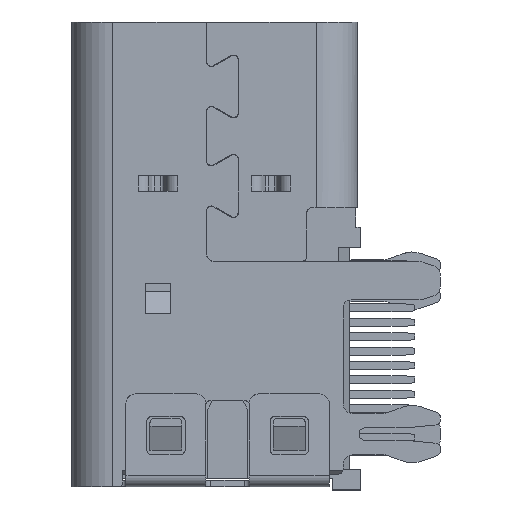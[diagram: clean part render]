
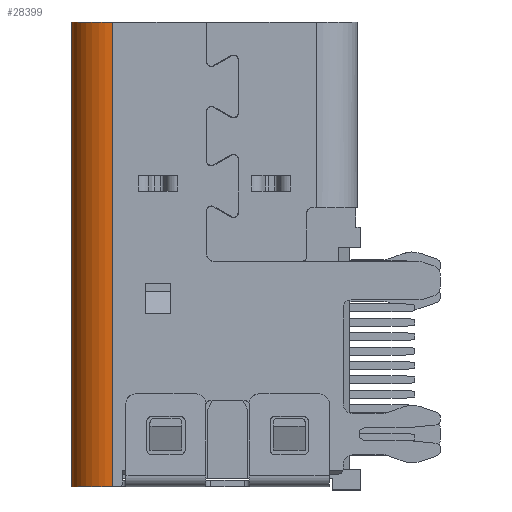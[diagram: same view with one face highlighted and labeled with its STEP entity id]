
A CAD part, left-side view. The second image highlights one B-rep face of the part: STEP entity #28399.
In plain terms, the highlighted cylindrical face has radius 1.28 mm (diameter 2.56 mm), a partial arc.
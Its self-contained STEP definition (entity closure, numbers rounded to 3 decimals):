
#362 = VERTEX_POINT ( 'NONE', #15065 ) ;
#1728 = VERTEX_POINT ( 'NONE', #33139 ) ;
#1989 = DIRECTION ( 'NONE',  ( -1., 0., 0. ) ) ;
#2355 = DIRECTION ( 'NONE',  ( 0., 0., -1. ) ) ;
#3728 = DIRECTION ( 'NONE',  ( 0., 1., 0. ) ) ;
#3990 = AXIS2_PLACEMENT_3D ( 'NONE', #23485, #26086, #3728 ) ;
#4155 = CIRCLE ( 'NONE', #25960, 1.28 ) ;
#4372 = CARTESIAN_POINT ( 'NONE',  ( -0.3, 9.04, -6.45 ) ) ;
#4657 = CARTESIAN_POINT ( 'NONE',  ( -0.3, 9.04, 8.1 ) ) ;
#7918 = CARTESIAN_POINT ( 'NONE',  ( -1.58, 7.76, 8.1 ) ) ;
#11895 = VERTEX_POINT ( 'NONE', #4657 ) ;
#12780 = VECTOR ( 'NONE', #22674, 1000. ) ;
#13637 = CARTESIAN_POINT ( 'NONE',  ( -0.3, 7.76, 8.1 ) ) ;
#13688 = EDGE_CURVE ( 'NONE', #1728, #11895, #4155, .T. ) ;
#13855 = EDGE_CURVE ( 'NONE', #362, #14794, #31275, .T. ) ;
#14794 = VERTEX_POINT ( 'NONE', #17532 ) ;
#14828 = FACE_OUTER_BOUND ( 'NONE', #17118, .T. ) ;
#15065 = CARTESIAN_POINT ( 'NONE',  ( -0.3, 9.04, -6.45 ) ) ;
#15369 = AXIS2_PLACEMENT_3D ( 'NONE', #16591, #22840, #27848 ) ;
#16591 = CARTESIAN_POINT ( 'NONE',  ( -0.3, 7.76, -6.45 ) ) ;
#17118 = EDGE_LOOP ( 'NONE', ( #25481, #29933, #26298, #29722 ) ) ;
#17532 = CARTESIAN_POINT ( 'NONE',  ( -1.58, 7.76, -6.45 ) ) ;
#22674 = DIRECTION ( 'NONE',  ( 0., 0., -1. ) ) ;
#22840 = DIRECTION ( 'NONE',  ( 0., 0., 1. ) ) ;
#22888 = EDGE_CURVE ( 'NONE', #1728, #14794, #25267, .T. ) ;
#23485 = CARTESIAN_POINT ( 'NONE',  ( -0.3, 7.76, 8.391 ) ) ;
#24353 = EDGE_CURVE ( 'NONE', #362, #11895, #29488, .T. ) ;
#24484 = DIRECTION ( 'NONE',  ( 0., 0., 1. ) ) ;
#25267 = LINE ( 'NONE', #7918, #12780 ) ;
#25481 = ORIENTED_EDGE ( 'NONE', *, *, #13688, .T. ) ;
#25960 = AXIS2_PLACEMENT_3D ( 'NONE', #13637, #2355, #1989 ) ;
#26086 = DIRECTION ( 'NONE',  ( 0., 0., -1. ) ) ;
#26298 = ORIENTED_EDGE ( 'NONE', *, *, #13855, .T. ) ;
#27848 = DIRECTION ( 'NONE',  ( 0., 1., 0. ) ) ;
#28399 = ADVANCED_FACE ( 'NONE', ( #14828 ), #31976, .T. ) ;
#29488 = LINE ( 'NONE', #4372, #35820 ) ;
#29722 = ORIENTED_EDGE ( 'NONE', *, *, #22888, .F. ) ;
#29933 = ORIENTED_EDGE ( 'NONE', *, *, #24353, .F. ) ;
#31275 = CIRCLE ( 'NONE', #15369, 1.28 ) ;
#31976 = CYLINDRICAL_SURFACE ( 'NONE', #3990, 1.28 ) ;
#33139 = CARTESIAN_POINT ( 'NONE',  ( -1.58, 7.76, 8.1 ) ) ;
#35820 = VECTOR ( 'NONE', #24484, 1000. ) ;
